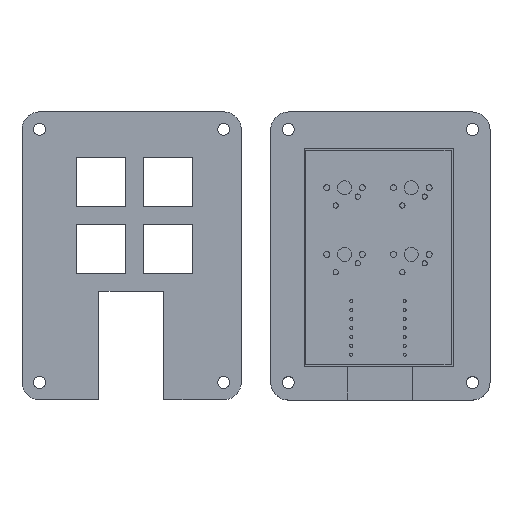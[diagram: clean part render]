
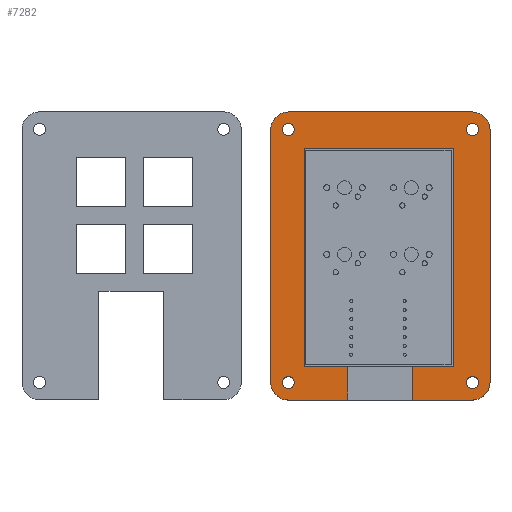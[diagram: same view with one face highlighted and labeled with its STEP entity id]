
A CAD part, top view. The second image highlights one B-rep face of the part: STEP entity #7282.
In plain terms, the highlighted planar face has unit normal (0, 0, 1).
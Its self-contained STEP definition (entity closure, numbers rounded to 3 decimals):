
#597=FACE_BOUND('',#1275,.T.);
#598=FACE_BOUND('',#1276,.T.);
#599=FACE_BOUND('',#1277,.T.);
#600=FACE_BOUND('',#1278,.T.);
#713=PLANE('',#7723);
#874=FACE_OUTER_BOUND('',#1274,.T.);
#1274=EDGE_LOOP('',(#5011,#5012,#5013,#5014,#5015,#5016,#5017,#5018,#5019,
#5020,#5021,#5022,#5023,#5024,#5025,#5026));
#1275=EDGE_LOOP('',(#5027));
#1276=EDGE_LOOP('',(#5028));
#1277=EDGE_LOOP('',(#5029));
#1278=EDGE_LOOP('',(#5030));
#1791=LINE('',#9354,#2421);
#1792=LINE('',#9358,#2422);
#1793=LINE('',#9362,#2423);
#1794=LINE('',#9366,#2424);
#1795=LINE('',#9368,#2425);
#1796=LINE('',#9370,#2426);
#1797=LINE('',#9372,#2427);
#1798=LINE('',#9374,#2428);
#1799=LINE('',#9376,#2429);
#1800=LINE('',#9378,#2430);
#1801=LINE('',#9380,#2431);
#1802=LINE('',#9381,#2432);
#2421=VECTOR('',#8063,10.);
#2422=VECTOR('',#8066,10.);
#2423=VECTOR('',#8069,10.);
#2424=VECTOR('',#8072,10.);
#2425=VECTOR('',#8073,10.);
#2426=VECTOR('',#8074,10.);
#2427=VECTOR('',#8075,10.);
#2428=VECTOR('',#8076,10.);
#2429=VECTOR('',#8077,10.);
#2430=VECTOR('',#8078,10.);
#2431=VECTOR('',#8079,10.);
#2432=VECTOR('',#8080,10.);
#3049=CIRCLE('',#7721,5.);
#3051=CIRCLE('',#7724,5.);
#3052=CIRCLE('',#7725,5.);
#3053=CIRCLE('',#7726,5.);
#3054=CIRCLE('',#7727,1.7);
#3055=CIRCLE('',#7728,1.7);
#3056=CIRCLE('',#7729,1.7);
#3057=CIRCLE('',#7730,1.7);
#3157=VERTEX_POINT('',#9344);
#3158=VERTEX_POINT('',#9345);
#3161=VERTEX_POINT('',#9353);
#3162=VERTEX_POINT('',#9355);
#3163=VERTEX_POINT('',#9357);
#3164=VERTEX_POINT('',#9359);
#3165=VERTEX_POINT('',#9361);
#3166=VERTEX_POINT('',#9363);
#3167=VERTEX_POINT('',#9365);
#3168=VERTEX_POINT('',#9367);
#3169=VERTEX_POINT('',#9369);
#3170=VERTEX_POINT('',#9371);
#3171=VERTEX_POINT('',#9373);
#3172=VERTEX_POINT('',#9375);
#3173=VERTEX_POINT('',#9377);
#3174=VERTEX_POINT('',#9379);
#3175=VERTEX_POINT('',#9382);
#3176=VERTEX_POINT('',#9384);
#3177=VERTEX_POINT('',#9386);
#3178=VERTEX_POINT('',#9388);
#3897=EDGE_CURVE('',#3157,#3158,#3049,.T.);
#3901=EDGE_CURVE('',#3157,#3161,#1791,.T.);
#3902=EDGE_CURVE('',#3162,#3161,#3051,.T.);
#3903=EDGE_CURVE('',#3162,#3163,#1792,.T.);
#3904=EDGE_CURVE('',#3164,#3163,#3052,.T.);
#3905=EDGE_CURVE('',#3164,#3165,#1793,.T.);
#3906=EDGE_CURVE('',#3166,#3165,#3053,.T.);
#3907=EDGE_CURVE('',#3166,#3167,#1794,.T.);
#3908=EDGE_CURVE('',#3167,#3168,#1795,.T.);
#3909=EDGE_CURVE('',#3168,#3169,#1796,.T.);
#3910=EDGE_CURVE('',#3169,#3170,#1797,.T.);
#3911=EDGE_CURVE('',#3170,#3171,#1798,.T.);
#3912=EDGE_CURVE('',#3171,#3172,#1799,.T.);
#3913=EDGE_CURVE('',#3172,#3173,#1800,.T.);
#3914=EDGE_CURVE('',#3173,#3174,#1801,.T.);
#3915=EDGE_CURVE('',#3174,#3158,#1802,.T.);
#3916=EDGE_CURVE('',#3175,#3175,#3054,.T.);
#3917=EDGE_CURVE('',#3176,#3176,#3055,.T.);
#3918=EDGE_CURVE('',#3177,#3177,#3056,.T.);
#3919=EDGE_CURVE('',#3178,#3178,#3057,.T.);
#5011=ORIENTED_EDGE('',*,*,#3897,.F.);
#5012=ORIENTED_EDGE('',*,*,#3901,.T.);
#5013=ORIENTED_EDGE('',*,*,#3902,.F.);
#5014=ORIENTED_EDGE('',*,*,#3903,.T.);
#5015=ORIENTED_EDGE('',*,*,#3904,.F.);
#5016=ORIENTED_EDGE('',*,*,#3905,.T.);
#5017=ORIENTED_EDGE('',*,*,#3906,.F.);
#5018=ORIENTED_EDGE('',*,*,#3907,.T.);
#5019=ORIENTED_EDGE('',*,*,#3908,.T.);
#5020=ORIENTED_EDGE('',*,*,#3909,.T.);
#5021=ORIENTED_EDGE('',*,*,#3910,.T.);
#5022=ORIENTED_EDGE('',*,*,#3911,.T.);
#5023=ORIENTED_EDGE('',*,*,#3912,.T.);
#5024=ORIENTED_EDGE('',*,*,#3913,.T.);
#5025=ORIENTED_EDGE('',*,*,#3914,.T.);
#5026=ORIENTED_EDGE('',*,*,#3915,.T.);
#5027=ORIENTED_EDGE('',*,*,#3916,.T.);
#5028=ORIENTED_EDGE('',*,*,#3917,.T.);
#5029=ORIENTED_EDGE('',*,*,#3918,.T.);
#5030=ORIENTED_EDGE('',*,*,#3919,.T.);
#7282=ADVANCED_FACE('',(#874,#597,#598,#599,#600),#713,.T.);
#7721=AXIS2_PLACEMENT_3D('',#9346,#8055,#8056);
#7723=AXIS2_PLACEMENT_3D('',#9352,#8061,#8062);
#7724=AXIS2_PLACEMENT_3D('',#9356,#8064,#8065);
#7725=AXIS2_PLACEMENT_3D('',#9360,#8067,#8068);
#7726=AXIS2_PLACEMENT_3D('',#9364,#8070,#8071);
#7727=AXIS2_PLACEMENT_3D('',#9383,#8081,#8082);
#7728=AXIS2_PLACEMENT_3D('',#9385,#8083,#8084);
#7729=AXIS2_PLACEMENT_3D('',#9387,#8085,#8086);
#7730=AXIS2_PLACEMENT_3D('',#9389,#8087,#8088);
#8055=DIRECTION('center_axis',(0.,0.,-1.));
#8056=DIRECTION('ref_axis',(0.707,-0.707,0.));
#8061=DIRECTION('center_axis',(0.,0.,1.));
#8062=DIRECTION('ref_axis',(1.,0.,0.));
#8063=DIRECTION('',(0.,1.,0.));
#8064=DIRECTION('center_axis',(0.,0.,-1.));
#8065=DIRECTION('ref_axis',(0.707,0.707,0.));
#8066=DIRECTION('',(-1.,0.,0.));
#8067=DIRECTION('center_axis',(0.,0.,-1.));
#8068=DIRECTION('ref_axis',(-0.707,0.707,0.));
#8069=DIRECTION('',(0.,-1.,0.));
#8070=DIRECTION('center_axis',(0.,0.,-1.));
#8071=DIRECTION('ref_axis',(-0.707,-0.707,0.));
#8072=DIRECTION('',(1.,0.,0.));
#8073=DIRECTION('',(0.,1.,0.));
#8074=DIRECTION('',(-1.,0.,0.));
#8075=DIRECTION('',(0.,1.,0.));
#8076=DIRECTION('',(1.,0.,0.));
#8077=DIRECTION('',(0.,-1.,0.));
#8078=DIRECTION('',(-1.,0.,0.));
#8079=DIRECTION('',(0.,-1.,0.));
#8080=DIRECTION('',(1.,0.,0.));
#8081=DIRECTION('center_axis',(0.,0.,-1.));
#8082=DIRECTION('ref_axis',(1.,0.,0.));
#8083=DIRECTION('center_axis',(0.,0.,-1.));
#8084=DIRECTION('ref_axis',(1.,0.,0.));
#8085=DIRECTION('center_axis',(0.,0.,-1.));
#8086=DIRECTION('ref_axis',(1.,0.,0.));
#8087=DIRECTION('center_axis',(0.,0.,-1.));
#8088=DIRECTION('ref_axis',(1.,0.,0.));
#9344=CARTESIAN_POINT('',(53.04,-4.5,13.));
#9345=CARTESIAN_POINT('',(48.04,-9.5,13.));
#9346=CARTESIAN_POINT('Origin',(48.04,-4.5,13.));
#9352=CARTESIAN_POINT('Origin',(48.04,-4.5,13.));
#9353=CARTESIAN_POINT('',(53.04,67.704,13.));
#9354=CARTESIAN_POINT('',(53.04,72.704,13.));
#9355=CARTESIAN_POINT('',(48.04,72.704,13.));
#9356=CARTESIAN_POINT('Origin',(48.04,67.704,13.));
#9357=CARTESIAN_POINT('',(-4.5,72.704,13.));
#9358=CARTESIAN_POINT('',(-9.5,72.704,13.));
#9359=CARTESIAN_POINT('',(-9.5,67.704,13.));
#9360=CARTESIAN_POINT('Origin',(-4.5,67.704,13.));
#9361=CARTESIAN_POINT('',(-9.5,-4.5,13.));
#9362=CARTESIAN_POINT('',(-9.5,-9.5,13.));
#9363=CARTESIAN_POINT('',(-4.5,-9.5,13.));
#9364=CARTESIAN_POINT('Origin',(-4.5,-4.5,13.));
#9365=CARTESIAN_POINT('',(12.43,-9.5,13.));
#9366=CARTESIAN_POINT('',(53.04,-9.5,13.));
#9367=CARTESIAN_POINT('',(12.43,0.,13.));
#9368=CARTESIAN_POINT('',(12.43,-7.,13.));
#9369=CARTESIAN_POINT('',(0.,0.,13.));
#9370=CARTESIAN_POINT('',(0.,0.,13.));
#9371=CARTESIAN_POINT('',(0.,62.204,13.));
#9372=CARTESIAN_POINT('',(0.,62.204,13.));
#9373=CARTESIAN_POINT('',(42.54,62.204,13.));
#9374=CARTESIAN_POINT('',(42.54,62.204,13.));
#9375=CARTESIAN_POINT('',(42.54,0.,13.));
#9376=CARTESIAN_POINT('',(42.54,0.,13.));
#9377=CARTESIAN_POINT('',(30.93,0.,13.));
#9378=CARTESIAN_POINT('',(0.,0.,13.));
#9379=CARTESIAN_POINT('',(30.93,-9.5,13.));
#9380=CARTESIAN_POINT('',(30.93,-2.25,13.));
#9381=CARTESIAN_POINT('',(53.04,-9.5,13.));
#9382=CARTESIAN_POINT('',(46.34,-4.5,13.));
#9383=CARTESIAN_POINT('Origin',(48.04,-4.5,13.));
#9384=CARTESIAN_POINT('',(-6.2,67.704,13.));
#9385=CARTESIAN_POINT('Origin',(-4.5,67.704,13.));
#9386=CARTESIAN_POINT('',(-6.2,-4.5,13.));
#9387=CARTESIAN_POINT('Origin',(-4.5,-4.5,13.));
#9388=CARTESIAN_POINT('',(46.34,67.704,13.));
#9389=CARTESIAN_POINT('Origin',(48.04,67.704,13.));
